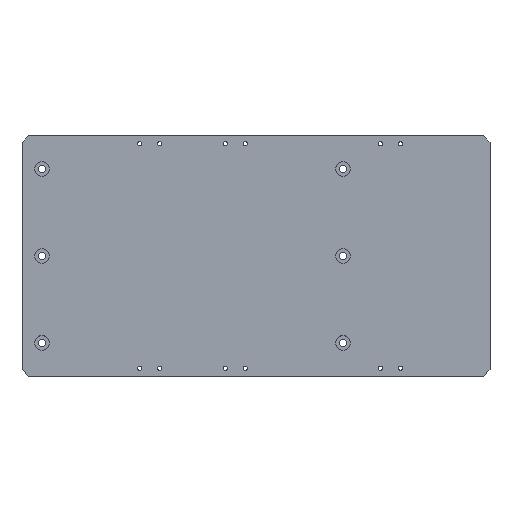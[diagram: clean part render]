
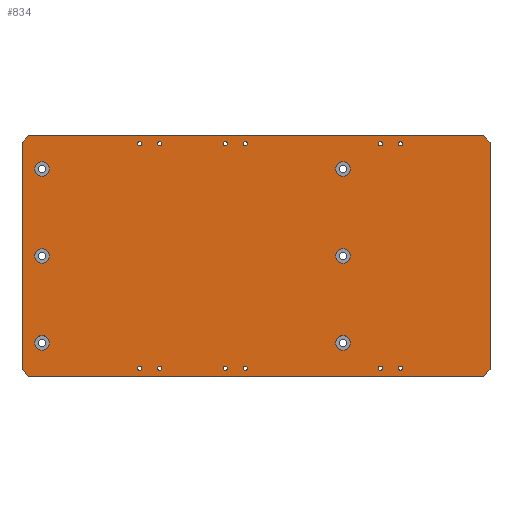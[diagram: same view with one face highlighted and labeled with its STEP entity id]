
A CAD part, top view. The second image highlights one B-rep face of the part: STEP entity #834.
In plain terms, the highlighted planar face has unit normal (0, 0, 1).
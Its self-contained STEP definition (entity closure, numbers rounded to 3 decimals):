
#119=FACE_BOUND('',#257,.T.);
#120=FACE_BOUND('',#258,.T.);
#121=FACE_BOUND('',#259,.T.);
#122=FACE_BOUND('',#260,.T.);
#123=FACE_BOUND('',#261,.T.);
#124=FACE_BOUND('',#262,.T.);
#125=FACE_BOUND('',#263,.T.);
#126=FACE_BOUND('',#264,.T.);
#127=FACE_BOUND('',#265,.T.);
#128=FACE_BOUND('',#266,.T.);
#129=FACE_BOUND('',#267,.T.);
#130=FACE_BOUND('',#268,.T.);
#131=FACE_BOUND('',#269,.T.);
#132=FACE_BOUND('',#270,.T.);
#133=FACE_BOUND('',#271,.T.);
#134=FACE_BOUND('',#272,.T.);
#135=FACE_BOUND('',#273,.T.);
#136=FACE_BOUND('',#274,.T.);
#152=PLANE('',#945);
#192=FACE_OUTER_BOUND('',#256,.T.);
#256=EDGE_LOOP('',(#745,#746,#747,#748,#749,#750,#751,#752));
#257=EDGE_LOOP('',(#753));
#258=EDGE_LOOP('',(#754));
#259=EDGE_LOOP('',(#755));
#260=EDGE_LOOP('',(#756));
#261=EDGE_LOOP('',(#757));
#262=EDGE_LOOP('',(#758));
#263=EDGE_LOOP('',(#759));
#264=EDGE_LOOP('',(#760));
#265=EDGE_LOOP('',(#761));
#266=EDGE_LOOP('',(#762));
#267=EDGE_LOOP('',(#763));
#268=EDGE_LOOP('',(#764));
#269=EDGE_LOOP('',(#765));
#270=EDGE_LOOP('',(#766));
#271=EDGE_LOOP('',(#767));
#272=EDGE_LOOP('',(#768));
#273=EDGE_LOOP('',(#769));
#274=EDGE_LOOP('',(#770));
#299=LINE('',#1374,#347);
#305=LINE('',#1385,#353);
#312=LINE('',#1400,#360);
#315=LINE('',#1405,#363);
#316=LINE('',#1408,#364);
#319=LINE('',#1413,#367);
#320=LINE('',#1416,#368);
#322=LINE('',#1419,#370);
#347=VECTOR('',#1146,10.);
#353=VECTOR('',#1154,10.);
#360=VECTOR('',#1165,10.);
#363=VECTOR('',#1170,10.);
#364=VECTOR('',#1173,10.);
#367=VECTOR('',#1178,10.);
#368=VECTOR('',#1181,10.);
#370=VECTOR('',#1185,10.);
#371=CIRCLE('',#859,1.621);
#373=CIRCLE('',#862,1.621);
#375=CIRCLE('',#865,1.621);
#377=CIRCLE('',#868,1.621);
#379=CIRCLE('',#871,1.621);
#381=CIRCLE('',#874,1.621);
#383=CIRCLE('',#877,1.621);
#385=CIRCLE('',#880,1.621);
#387=CIRCLE('',#883,1.621);
#389=CIRCLE('',#886,1.621);
#391=CIRCLE('',#889,1.621);
#393=CIRCLE('',#892,1.621);
#397=CIRCLE('',#898,5.5);
#401=CIRCLE('',#905,5.5);
#405=CIRCLE('',#912,5.5);
#409=CIRCLE('',#919,5.5);
#413=CIRCLE('',#926,5.5);
#417=CIRCLE('',#933,5.5);
#419=VERTEX_POINT('',#1222);
#421=VERTEX_POINT('',#1228);
#423=VERTEX_POINT('',#1234);
#425=VERTEX_POINT('',#1240);
#427=VERTEX_POINT('',#1246);
#429=VERTEX_POINT('',#1252);
#431=VERTEX_POINT('',#1258);
#433=VERTEX_POINT('',#1264);
#435=VERTEX_POINT('',#1270);
#437=VERTEX_POINT('',#1276);
#439=VERTEX_POINT('',#1282);
#441=VERTEX_POINT('',#1288);
#445=VERTEX_POINT('',#1299);
#449=VERTEX_POINT('',#1312);
#453=VERTEX_POINT('',#1325);
#457=VERTEX_POINT('',#1338);
#461=VERTEX_POINT('',#1351);
#465=VERTEX_POINT('',#1364);
#467=VERTEX_POINT('',#1372);
#468=VERTEX_POINT('',#1373);
#472=VERTEX_POINT('',#1383);
#478=VERTEX_POINT('',#1399);
#479=VERTEX_POINT('',#1403);
#480=VERTEX_POINT('',#1407);
#481=VERTEX_POINT('',#1411);
#482=VERTEX_POINT('',#1415);
#483=EDGE_CURVE('',#419,#419,#371,.T.);
#486=EDGE_CURVE('',#421,#421,#373,.T.);
#489=EDGE_CURVE('',#423,#423,#375,.T.);
#492=EDGE_CURVE('',#425,#425,#377,.T.);
#495=EDGE_CURVE('',#427,#427,#379,.T.);
#498=EDGE_CURVE('',#429,#429,#381,.T.);
#501=EDGE_CURVE('',#431,#431,#383,.T.);
#504=EDGE_CURVE('',#433,#433,#385,.T.);
#507=EDGE_CURVE('',#435,#435,#387,.T.);
#510=EDGE_CURVE('',#437,#437,#389,.T.);
#513=EDGE_CURVE('',#439,#439,#391,.T.);
#516=EDGE_CURVE('',#441,#441,#393,.T.);
#521=EDGE_CURVE('',#445,#445,#397,.T.);
#527=EDGE_CURVE('',#449,#449,#401,.T.);
#533=EDGE_CURVE('',#453,#453,#405,.T.);
#539=EDGE_CURVE('',#457,#457,#409,.T.);
#545=EDGE_CURVE('',#461,#461,#413,.T.);
#551=EDGE_CURVE('',#465,#465,#417,.T.);
#555=EDGE_CURVE('',#467,#468,#299,.T.);
#561=EDGE_CURVE('',#472,#467,#305,.T.);
#568=EDGE_CURVE('',#478,#472,#312,.T.);
#571=EDGE_CURVE('',#479,#478,#315,.T.);
#572=EDGE_CURVE('',#480,#479,#316,.T.);
#575=EDGE_CURVE('',#481,#480,#319,.T.);
#576=EDGE_CURVE('',#482,#481,#320,.T.);
#578=EDGE_CURVE('',#468,#482,#322,.T.);
#745=ORIENTED_EDGE('',*,*,#555,.F.);
#746=ORIENTED_EDGE('',*,*,#561,.F.);
#747=ORIENTED_EDGE('',*,*,#568,.F.);
#748=ORIENTED_EDGE('',*,*,#571,.F.);
#749=ORIENTED_EDGE('',*,*,#572,.F.);
#750=ORIENTED_EDGE('',*,*,#575,.F.);
#751=ORIENTED_EDGE('',*,*,#576,.F.);
#752=ORIENTED_EDGE('',*,*,#578,.F.);
#753=ORIENTED_EDGE('',*,*,#483,.T.);
#754=ORIENTED_EDGE('',*,*,#486,.T.);
#755=ORIENTED_EDGE('',*,*,#489,.T.);
#756=ORIENTED_EDGE('',*,*,#492,.T.);
#757=ORIENTED_EDGE('',*,*,#495,.T.);
#758=ORIENTED_EDGE('',*,*,#498,.T.);
#759=ORIENTED_EDGE('',*,*,#501,.T.);
#760=ORIENTED_EDGE('',*,*,#504,.T.);
#761=ORIENTED_EDGE('',*,*,#507,.T.);
#762=ORIENTED_EDGE('',*,*,#510,.T.);
#763=ORIENTED_EDGE('',*,*,#513,.T.);
#764=ORIENTED_EDGE('',*,*,#516,.T.);
#765=ORIENTED_EDGE('',*,*,#521,.T.);
#766=ORIENTED_EDGE('',*,*,#527,.T.);
#767=ORIENTED_EDGE('',*,*,#533,.T.);
#768=ORIENTED_EDGE('',*,*,#539,.T.);
#769=ORIENTED_EDGE('',*,*,#545,.T.);
#770=ORIENTED_EDGE('',*,*,#551,.T.);
#834=ADVANCED_FACE('',(#192,#119,#120,#121,#122,#123,#124,#125,#126,#127,
#128,#129,#130,#131,#132,#133,#134,#135,#136),#152,.T.);
#859=AXIS2_PLACEMENT_3D('',#1223,#966,#967);
#862=AXIS2_PLACEMENT_3D('',#1229,#973,#974);
#865=AXIS2_PLACEMENT_3D('',#1235,#980,#981);
#868=AXIS2_PLACEMENT_3D('',#1241,#987,#988);
#871=AXIS2_PLACEMENT_3D('',#1247,#994,#995);
#874=AXIS2_PLACEMENT_3D('',#1253,#1001,#1002);
#877=AXIS2_PLACEMENT_3D('',#1259,#1008,#1009);
#880=AXIS2_PLACEMENT_3D('',#1265,#1015,#1016);
#883=AXIS2_PLACEMENT_3D('',#1271,#1022,#1023);
#886=AXIS2_PLACEMENT_3D('',#1277,#1029,#1030);
#889=AXIS2_PLACEMENT_3D('',#1283,#1036,#1037);
#892=AXIS2_PLACEMENT_3D('',#1289,#1043,#1044);
#898=AXIS2_PLACEMENT_3D('',#1300,#1056,#1057);
#905=AXIS2_PLACEMENT_3D('',#1313,#1072,#1073);
#912=AXIS2_PLACEMENT_3D('',#1326,#1088,#1089);
#919=AXIS2_PLACEMENT_3D('',#1339,#1104,#1105);
#926=AXIS2_PLACEMENT_3D('',#1352,#1120,#1121);
#933=AXIS2_PLACEMENT_3D('',#1365,#1136,#1137);
#945=AXIS2_PLACEMENT_3D('',#1420,#1186,#1187);
#966=DIRECTION('center_axis',(0.,0.,-1.));
#967=DIRECTION('ref_axis',(1.,0.,0.));
#973=DIRECTION('center_axis',(0.,0.,-1.));
#974=DIRECTION('ref_axis',(1.,0.,0.));
#980=DIRECTION('center_axis',(0.,0.,-1.));
#981=DIRECTION('ref_axis',(1.,0.,0.));
#987=DIRECTION('center_axis',(0.,0.,-1.));
#988=DIRECTION('ref_axis',(1.,0.,0.));
#994=DIRECTION('center_axis',(0.,0.,-1.));
#995=DIRECTION('ref_axis',(1.,0.,0.));
#1001=DIRECTION('center_axis',(0.,0.,-1.));
#1002=DIRECTION('ref_axis',(1.,0.,0.));
#1008=DIRECTION('center_axis',(0.,0.,-1.));
#1009=DIRECTION('ref_axis',(1.,0.,0.));
#1015=DIRECTION('center_axis',(0.,0.,-1.));
#1016=DIRECTION('ref_axis',(1.,0.,0.));
#1022=DIRECTION('center_axis',(0.,0.,-1.));
#1023=DIRECTION('ref_axis',(1.,0.,0.));
#1029=DIRECTION('center_axis',(0.,0.,-1.));
#1030=DIRECTION('ref_axis',(1.,0.,0.));
#1036=DIRECTION('center_axis',(0.,0.,-1.));
#1037=DIRECTION('ref_axis',(1.,0.,0.));
#1043=DIRECTION('center_axis',(0.,0.,-1.));
#1044=DIRECTION('ref_axis',(1.,0.,0.));
#1056=DIRECTION('center_axis',(0.,0.,-1.));
#1057=DIRECTION('ref_axis',(1.,0.,0.));
#1072=DIRECTION('center_axis',(0.,0.,-1.));
#1073=DIRECTION('ref_axis',(1.,0.,0.));
#1088=DIRECTION('center_axis',(0.,0.,-1.));
#1089=DIRECTION('ref_axis',(1.,0.,0.));
#1104=DIRECTION('center_axis',(0.,0.,-1.));
#1105=DIRECTION('ref_axis',(1.,0.,0.));
#1120=DIRECTION('center_axis',(0.,0.,-1.));
#1121=DIRECTION('ref_axis',(1.,0.,0.));
#1136=DIRECTION('center_axis',(0.,0.,-1.));
#1137=DIRECTION('ref_axis',(1.,0.,0.));
#1146=DIRECTION('',(0.707,0.707,0.));
#1154=DIRECTION('',(0.,1.,0.));
#1165=DIRECTION('',(-0.707,0.707,0.));
#1170=DIRECTION('',(-1.,0.,0.));
#1173=DIRECTION('',(-0.707,-0.707,0.));
#1178=DIRECTION('',(0.,-1.,0.));
#1181=DIRECTION('',(0.707,-0.707,0.));
#1185=DIRECTION('',(1.,0.,0.));
#1186=DIRECTION('center_axis',(0.,0.,1.));
#1187=DIRECTION('ref_axis',(1.,0.,0.));
#1222=CARTESIAN_POINT('',(-9.621,84.,4.75));
#1223=CARTESIAN_POINT('Origin',(-8.,84.,4.75));
#1228=CARTESIAN_POINT('',(-24.621,84.,4.75));
#1229=CARTESIAN_POINT('Origin',(-23.,84.,4.75));
#1234=CARTESIAN_POINT('',(-9.621,-84.,4.75));
#1235=CARTESIAN_POINT('Origin',(-8.,-84.,4.75));
#1240=CARTESIAN_POINT('',(-24.621,-84.,4.75));
#1241=CARTESIAN_POINT('Origin',(-23.,-84.,4.75));
#1246=CARTESIAN_POINT('',(106.379,-84.,4.75));
#1247=CARTESIAN_POINT('Origin',(108.,-84.,4.75));
#1252=CARTESIAN_POINT('',(91.379,-84.,4.75));
#1253=CARTESIAN_POINT('Origin',(93.,-84.,4.75));
#1258=CARTESIAN_POINT('',(91.379,84.,4.75));
#1259=CARTESIAN_POINT('Origin',(93.,84.,4.75));
#1264=CARTESIAN_POINT('',(106.379,84.,4.75));
#1265=CARTESIAN_POINT('Origin',(108.,84.,4.75));
#1270=CARTESIAN_POINT('',(-73.621,-84.,4.75));
#1271=CARTESIAN_POINT('Origin',(-72.,-84.,4.75));
#1276=CARTESIAN_POINT('',(-88.621,-84.,4.75));
#1277=CARTESIAN_POINT('Origin',(-87.,-84.,4.75));
#1282=CARTESIAN_POINT('',(-73.621,84.,4.75));
#1283=CARTESIAN_POINT('Origin',(-72.,84.,4.75));
#1288=CARTESIAN_POINT('',(-88.621,84.,4.75));
#1289=CARTESIAN_POINT('Origin',(-87.,84.,4.75));
#1299=CARTESIAN_POINT('',(-165.5,0.,4.75));
#1300=CARTESIAN_POINT('Origin',(-160.,0.,4.75));
#1312=CARTESIAN_POINT('',(59.5,0.,4.75));
#1313=CARTESIAN_POINT('Origin',(65.,0.,4.75));
#1325=CARTESIAN_POINT('',(59.5,-65.,4.75));
#1326=CARTESIAN_POINT('Origin',(65.,-65.,4.75));
#1338=CARTESIAN_POINT('',(59.5,65.,4.75));
#1339=CARTESIAN_POINT('Origin',(65.,65.,4.75));
#1351=CARTESIAN_POINT('',(-165.5,-65.,4.75));
#1352=CARTESIAN_POINT('Origin',(-160.,-65.,4.75));
#1364=CARTESIAN_POINT('',(-165.5,65.,4.75));
#1365=CARTESIAN_POINT('Origin',(-160.,65.,4.75));
#1372=CARTESIAN_POINT('',(-175.,85.,4.75));
#1373=CARTESIAN_POINT('',(-170.,90.,4.75));
#1374=CARTESIAN_POINT('',(-151.25,108.75,4.75));
#1383=CARTESIAN_POINT('',(-175.,-85.,4.75));
#1385=CARTESIAN_POINT('',(-175.,90.,4.75));
#1399=CARTESIAN_POINT('',(-170.,-90.,4.75));
#1400=CARTESIAN_POINT('',(-151.25,-108.75,4.75));
#1403=CARTESIAN_POINT('',(170.,-90.,4.75));
#1405=CARTESIAN_POINT('',(-175.,-90.,4.75));
#1407=CARTESIAN_POINT('',(175.,-85.,4.75));
#1408=CARTESIAN_POINT('',(151.25,-108.75,4.75));
#1411=CARTESIAN_POINT('',(175.,85.,4.75));
#1413=CARTESIAN_POINT('',(175.,-90.,4.75));
#1415=CARTESIAN_POINT('',(170.,90.,4.75));
#1416=CARTESIAN_POINT('',(151.25,108.75,4.75));
#1419=CARTESIAN_POINT('',(175.,90.,4.75));
#1420=CARTESIAN_POINT('Origin',(0.,0.,4.75));
